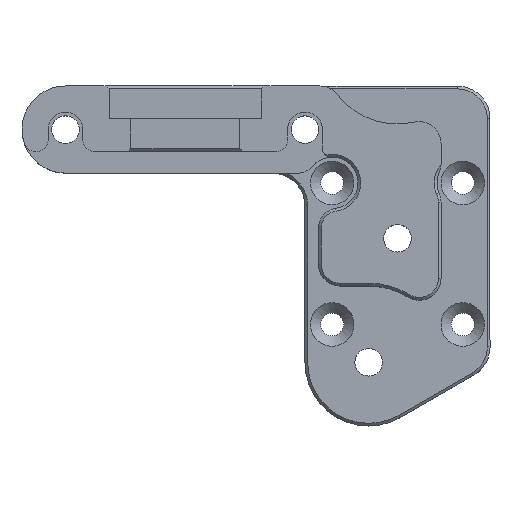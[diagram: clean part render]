
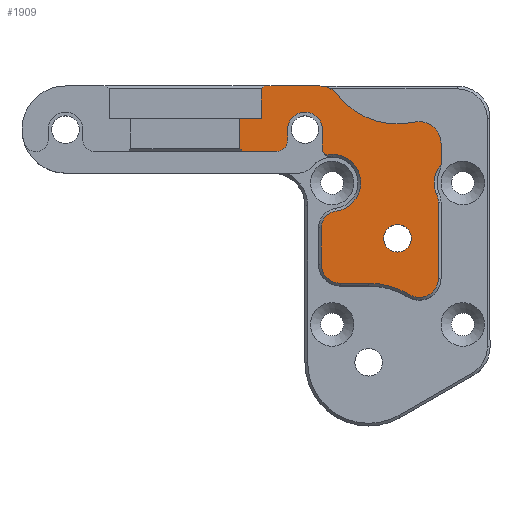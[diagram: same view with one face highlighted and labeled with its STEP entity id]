
A CAD part, top view. The second image highlights one B-rep face of the part: STEP entity #1909.
In plain terms, the highlighted planar face has unit normal (0, 0, 1).
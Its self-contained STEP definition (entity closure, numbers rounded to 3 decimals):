
#23=FACE_BOUND('',#309,.T.);
#98=PLANE('',#2111);
#193=FACE_OUTER_BOUND('',#308,.T.);
#308=EDGE_LOOP('',(#1619,#1620,#1621,#1622,#1623,#1624,#1625,#1626,#1627,
#1628,#1629,#1630,#1631,#1632,#1633,#1634,#1635,#1636,#1637,#1638,#1639,
#1640,#1641,#1642,#1643,#1644,#1645,#1646));
#309=EDGE_LOOP('',(#1647));
#345=LINE('',#2781,#520);
#348=LINE('',#2792,#523);
#353=LINE('',#2810,#528);
#412=LINE('',#2993,#587);
#418=LINE('',#3004,#593);
#428=LINE('',#3035,#603);
#438=LINE('',#3053,#613);
#485=LINE('',#3230,#660);
#486=LINE('',#3238,#661);
#487=LINE('',#3239,#662);
#488=LINE('',#3241,#663);
#489=LINE('',#3242,#664);
#490=LINE('',#3244,#665);
#491=LINE('',#3247,#666);
#520=VECTOR('',#2174,10.);
#523=VECTOR('',#2185,10.);
#528=VECTOR('',#2204,10.);
#587=VECTOR('',#2377,10.);
#593=VECTOR('',#2385,10.);
#603=VECTOR('',#2409,10.);
#613=VECTOR('',#2425,10.);
#660=VECTOR('',#2628,10.);
#661=VECTOR('',#2635,10.);
#662=VECTOR('',#2636,10.);
#663=VECTOR('',#2637,10.);
#664=VECTOR('',#2638,10.);
#665=VECTOR('',#2639,10.);
#666=VECTOR('',#2642,10.);
#693=CIRCLE('',#1951,2.625);
#694=CIRCLE('',#1953,1.563);
#696=CIRCLE('',#1957,1.75);
#698=CIRCLE('',#1961,7.25);
#700=CIRCLE('',#1964,1.75);
#703=CIRCLE('',#1969,1.75);
#704=CIRCLE('',#1971,2.625);
#713=CIRCLE('',#1990,1.);
#752=CIRCLE('',#2074,1.265);
#770=CIRCLE('',#2109,1.);
#772=CIRCLE('',#2112,2.);
#773=CIRCLE('',#2113,2.);
#774=CIRCLE('',#2114,7.);
#775=CIRCLE('',#2115,2.);
#776=CIRCLE('',#2116,1.6);
#794=VERTEX_POINT('',#2747);
#796=VERTEX_POINT('',#2758);
#798=VERTEX_POINT('',#2763);
#800=VERTEX_POINT('',#2779);
#802=VERTEX_POINT('',#2784);
#804=VERTEX_POINT('',#2790);
#806=VERTEX_POINT('',#2796);
#808=VERTEX_POINT('',#2802);
#810=VERTEX_POINT('',#2808);
#812=VERTEX_POINT('',#2815);
#813=VERTEX_POINT('',#2819);
#827=VERTEX_POINT('',#2872);
#867=VERTEX_POINT('',#2990);
#868=VERTEX_POINT('',#2992);
#872=VERTEX_POINT('',#3002);
#885=VERTEX_POINT('',#3032);
#886=VERTEX_POINT('',#3034);
#891=VERTEX_POINT('',#3051);
#921=VERTEX_POINT('',#3149);
#940=VERTEX_POINT('',#3221);
#942=VERTEX_POINT('',#3227);
#943=VERTEX_POINT('',#3229);
#944=VERTEX_POINT('',#3231);
#945=VERTEX_POINT('',#3233);
#946=VERTEX_POINT('',#3235);
#947=VERTEX_POINT('',#3237);
#948=VERTEX_POINT('',#3240);
#949=VERTEX_POINT('',#3243);
#950=VERTEX_POINT('',#3245);
#969=EDGE_CURVE('',#796,#794,#693,.T.);
#971=EDGE_CURVE('',#798,#796,#694,.T.);
#975=EDGE_CURVE('',#800,#798,#345,.T.);
#977=EDGE_CURVE('',#802,#800,#696,.T.);
#980=EDGE_CURVE('',#804,#802,#348,.T.);
#983=EDGE_CURVE('',#806,#804,#698,.T.);
#986=EDGE_CURVE('',#808,#806,#700,.T.);
#989=EDGE_CURVE('',#810,#808,#353,.T.);
#993=EDGE_CURVE('',#812,#810,#703,.T.);
#995=EDGE_CURVE('',#813,#812,#704,.T.);
#1018=EDGE_CURVE('',#794,#827,#713,.T.);
#1076=EDGE_CURVE('',#867,#868,#412,.T.);
#1082=EDGE_CURVE('',#867,#872,#418,.T.);
#1097=EDGE_CURVE('',#885,#886,#428,.T.);
#1107=EDGE_CURVE('',#885,#891,#438,.T.);
#1156=EDGE_CURVE('',#921,#921,#752,.T.);
#1191=EDGE_CURVE('',#940,#872,#770,.T.);
#1194=EDGE_CURVE('',#813,#942,#772,.T.);
#1195=EDGE_CURVE('',#942,#943,#485,.T.);
#1196=EDGE_CURVE('',#943,#944,#773,.T.);
#1197=EDGE_CURVE('',#944,#945,#774,.T.);
#1198=EDGE_CURVE('',#945,#946,#775,.T.);
#1199=EDGE_CURVE('',#946,#947,#486,.T.);
#1200=EDGE_CURVE('',#947,#886,#487,.T.);
#1201=EDGE_CURVE('',#891,#948,#488,.T.);
#1202=EDGE_CURVE('',#948,#868,#489,.T.);
#1203=EDGE_CURVE('',#940,#949,#490,.T.);
#1204=EDGE_CURVE('',#949,#950,#776,.T.);
#1205=EDGE_CURVE('',#950,#827,#491,.T.);
#1619=ORIENTED_EDGE('',*,*,#995,.F.);
#1620=ORIENTED_EDGE('',*,*,#1194,.T.);
#1621=ORIENTED_EDGE('',*,*,#1195,.T.);
#1622=ORIENTED_EDGE('',*,*,#1196,.T.);
#1623=ORIENTED_EDGE('',*,*,#1197,.T.);
#1624=ORIENTED_EDGE('',*,*,#1198,.T.);
#1625=ORIENTED_EDGE('',*,*,#1199,.T.);
#1626=ORIENTED_EDGE('',*,*,#1200,.T.);
#1627=ORIENTED_EDGE('',*,*,#1097,.F.);
#1628=ORIENTED_EDGE('',*,*,#1107,.T.);
#1629=ORIENTED_EDGE('',*,*,#1201,.T.);
#1630=ORIENTED_EDGE('',*,*,#1202,.T.);
#1631=ORIENTED_EDGE('',*,*,#1076,.F.);
#1632=ORIENTED_EDGE('',*,*,#1082,.T.);
#1633=ORIENTED_EDGE('',*,*,#1191,.F.);
#1634=ORIENTED_EDGE('',*,*,#1203,.T.);
#1635=ORIENTED_EDGE('',*,*,#1204,.T.);
#1636=ORIENTED_EDGE('',*,*,#1205,.T.);
#1637=ORIENTED_EDGE('',*,*,#1018,.F.);
#1638=ORIENTED_EDGE('',*,*,#969,.F.);
#1639=ORIENTED_EDGE('',*,*,#971,.F.);
#1640=ORIENTED_EDGE('',*,*,#975,.F.);
#1641=ORIENTED_EDGE('',*,*,#977,.F.);
#1642=ORIENTED_EDGE('',*,*,#980,.F.);
#1643=ORIENTED_EDGE('',*,*,#983,.F.);
#1644=ORIENTED_EDGE('',*,*,#986,.F.);
#1645=ORIENTED_EDGE('',*,*,#989,.F.);
#1646=ORIENTED_EDGE('',*,*,#993,.F.);
#1647=ORIENTED_EDGE('',*,*,#1156,.T.);
#1909=ADVANCED_FACE('',(#193,#23),#98,.T.);
#1951=AXIS2_PLACEMENT_3D('',#2760,#2162,#2163);
#1953=AXIS2_PLACEMENT_3D('',#2774,#2166,#2167);
#1957=AXIS2_PLACEMENT_3D('',#2786,#2178,#2179);
#1961=AXIS2_PLACEMENT_3D('',#2798,#2190,#2191);
#1964=AXIS2_PLACEMENT_3D('',#2804,#2197,#2198);
#1969=AXIS2_PLACEMENT_3D('',#2817,#2211,#2212);
#1971=AXIS2_PLACEMENT_3D('',#2827,#2215,#2216);
#1990=AXIS2_PLACEMENT_3D('',#2873,#2267,#2268);
#2074=AXIS2_PLACEMENT_3D('',#3151,#2532,#2533);
#2109=AXIS2_PLACEMENT_3D('',#3222,#2619,#2620);
#2111=AXIS2_PLACEMENT_3D('',#3226,#2624,#2625);
#2112=AXIS2_PLACEMENT_3D('',#3228,#2626,#2627);
#2113=AXIS2_PLACEMENT_3D('',#3232,#2629,#2630);
#2114=AXIS2_PLACEMENT_3D('',#3234,#2631,#2632);
#2115=AXIS2_PLACEMENT_3D('',#3236,#2633,#2634);
#2116=AXIS2_PLACEMENT_3D('',#3246,#2640,#2641);
#2162=DIRECTION('center_axis',(0.,0.,1.));
#2163=DIRECTION('ref_axis',(1.,0.,0.));
#2166=DIRECTION('center_axis',(0.,0.,-1.));
#2167=DIRECTION('ref_axis',(-0.135,0.991,0.));
#2174=DIRECTION('',(0.,1.,0.));
#2178=DIRECTION('center_axis',(0.,0.,-1.));
#2179=DIRECTION('ref_axis',(-1.,0.,0.));
#2185=DIRECTION('',(-1.,0.,0.));
#2190=DIRECTION('center_axis',(0.,0.,1.));
#2191=DIRECTION('ref_axis',(0.517,0.856,0.));
#2197=DIRECTION('center_axis',(0.,0.,-1.));
#2198=DIRECTION('ref_axis',(-0.517,-0.856,0.));
#2204=DIRECTION('',(0.,-1.,0.));
#2211=DIRECTION('center_axis',(0.,0.,-1.));
#2212=DIRECTION('ref_axis',(1.,-0.004,0.));
#2215=DIRECTION('center_axis',(0.,0.,1.));
#2216=DIRECTION('ref_axis',(-1.,0.,0.));
#2267=DIRECTION('center_axis',(0.,0.,-1.));
#2268=DIRECTION('ref_axis',(0.006,-1.,0.));
#2377=DIRECTION('',(-0.707,0.707,0.));
#2385=DIRECTION('',(1.,0.,0.));
#2409=DIRECTION('',(0.707,0.707,0.));
#2425=DIRECTION('',(0.,-1.,0.));
#2532=DIRECTION('center_axis',(0.,0.,-1.));
#2533=DIRECTION('ref_axis',(-1.,0.,0.));
#2619=DIRECTION('center_axis',(0.,0.,-1.));
#2620=DIRECTION('ref_axis',(0.707,-0.707,0.));
#2624=DIRECTION('center_axis',(0.,0.,1.));
#2625=DIRECTION('ref_axis',(-1.,0.,0.));
#2626=DIRECTION('center_axis',(0.,0.,1.));
#2627=DIRECTION('ref_axis',(0.914,-0.406,0.));
#2628=DIRECTION('',(0.,1.,0.));
#2629=DIRECTION('center_axis',(0.,0.,1.));
#2630=DIRECTION('ref_axis',(1.,0.,0.));
#2631=DIRECTION('center_axis',(0.,0.,-1.));
#2632=DIRECTION('ref_axis',(-0.792,-0.611,0.));
#2633=DIRECTION('center_axis',(0.,0.,1.));
#2634=DIRECTION('ref_axis',(0.792,0.611,0.));
#2635=DIRECTION('',(-1.,0.,0.));
#2636=DIRECTION('',(-1.,0.,0.));
#2637=DIRECTION('',(-1.,0.,0.));
#2638=DIRECTION('',(0.,-1.,0.));
#2639=DIRECTION('',(0.,1.,0.));
#2640=DIRECTION('center_axis',(0.,0.,-1.));
#2641=DIRECTION('ref_axis',(-1.,0.,0.));
#2642=DIRECTION('',(0.,-1.,0.));
#2747=CARTESIAN_POINT('',(83.405,44.057,13.));
#2758=CARTESIAN_POINT('',(84.353,38.899,13.));
#2760=CARTESIAN_POINT('Origin',(83.999,41.5,13.));
#2763=CARTESIAN_POINT('',(83.,37.366,13.));
#2774=CARTESIAN_POINT('Origin',(84.563,37.35,13.));
#2779=CARTESIAN_POINT('',(83.,34.02,13.));
#2781=CARTESIAN_POINT('',(83.,38.965,13.));
#2784=CARTESIAN_POINT('',(84.75,32.27,13.));
#2786=CARTESIAN_POINT('Origin',(84.75,34.02,13.));
#2790=CARTESIAN_POINT('',(87.35,32.27,13.));
#2792=CARTESIAN_POINT('',(79.75,32.27,13.));
#2796=CARTESIAN_POINT('',(91.096,31.227,13.));
#2798=CARTESIAN_POINT('Origin',(87.35,25.02,13.));
#2802=CARTESIAN_POINT('',(93.75,32.726,13.));
#2804=CARTESIAN_POINT('Origin',(92.,32.726,13.));
#2808=CARTESIAN_POINT('',(93.75,39.733,13.));
#2810=CARTESIAN_POINT('',(93.75,36.644,13.));
#2815=CARTESIAN_POINT('',(93.6,40.435,13.));
#2817=CARTESIAN_POINT('Origin',(92.,39.726,13.));
#2819=CARTESIAN_POINT('',(93.999,43.2,13.));
#2827=CARTESIAN_POINT('Origin',(95.999,41.5,13.));
#2872=CARTESIAN_POINT('',(83.1,44.4,13.));
#2873=CARTESIAN_POINT('Origin',(83.98,44.875,13.));
#2990=CARTESIAN_POINT('',(75.75,44.4,13.));
#2992=CARTESIAN_POINT('',(75.5,44.65,13.));
#2993=CARTESIAN_POINT('',(76.397,43.753,13.));
#3002=CARTESIAN_POINT('',(78.9,44.4,13.));
#3004=CARTESIAN_POINT('',(65.393,44.4,13.));
#3032=CARTESIAN_POINT('',(77.5,50.15,13.));
#3034=CARTESIAN_POINT('',(77.75,50.4,13.));
#3035=CARTESIAN_POINT('',(74.478,47.128,13.));
#3051=CARTESIAN_POINT('',(77.5,47.4,13.));
#3053=CARTESIAN_POINT('',(77.5,45.481,13.));
#3149=CARTESIAN_POINT('',(91.265,36.4,13.));
#3151=CARTESIAN_POINT('Origin',(90.,36.4,13.));
#3221=CARTESIAN_POINT('',(79.9,45.4,13.));
#3222=CARTESIAN_POINT('Origin',(78.9,45.4,13.));
#3226=CARTESIAN_POINT('Origin',(74.75,40.563,13.));
#3227=CARTESIAN_POINT('',(94.,43.267,13.));
#3228=CARTESIAN_POINT('Origin',(92.,43.274,13.));
#3229=CARTESIAN_POINT('',(94.,45.125,13.));
#3230=CARTESIAN_POINT('',(94.,45.125,13.));
#3231=CARTESIAN_POINT('',(91.556,47.075,13.));
#3232=CARTESIAN_POINT('Origin',(92.,45.125,13.));
#3233=CARTESIAN_POINT('',(84.459,49.622,13.));
#3234=CARTESIAN_POINT('Origin',(90.,53.9,13.));
#3235=CARTESIAN_POINT('',(82.876,50.4,13.));
#3236=CARTESIAN_POINT('Origin',(82.876,48.4,13.));
#3237=CARTESIAN_POINT('',(78.192,50.4,13.));
#3238=CARTESIAN_POINT('',(78.192,50.4,13.));
#3239=CARTESIAN_POINT('',(78.192,50.4,13.));
#3240=CARTESIAN_POINT('',(75.5,47.4,13.));
#3241=CARTESIAN_POINT('',(72.625,47.4,13.));
#3242=CARTESIAN_POINT('',(75.5,45.481,13.));
#3243=CARTESIAN_POINT('',(79.9,46.4,13.));
#3244=CARTESIAN_POINT('',(79.9,42.481,13.));
#3245=CARTESIAN_POINT('',(83.1,46.4,13.));
#3246=CARTESIAN_POINT('Origin',(81.5,46.4,13.));
#3247=CARTESIAN_POINT('',(83.1,43.481,13.));
